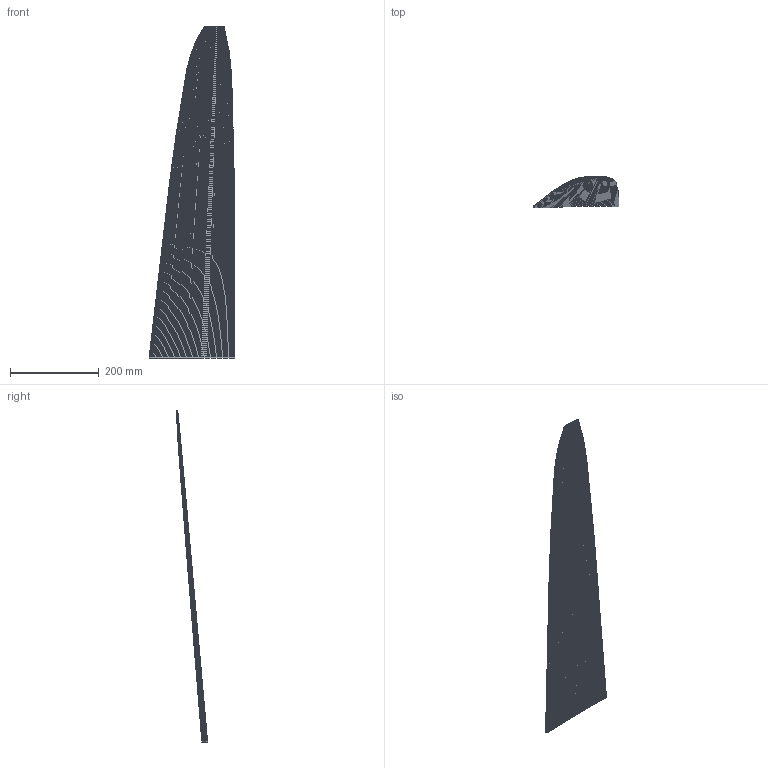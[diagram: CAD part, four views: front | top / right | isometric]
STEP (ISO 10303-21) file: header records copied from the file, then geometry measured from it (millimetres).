
FILE_DESCRIPTION(('FreeCAD Model'),'2;1');
FILE_NAME('Open CASCADE Shape Model','2021-04-11T13:07:26',('Author'),( ''),'Open CASCADE STEP processor 7.5','FreeCAD','Unknown');
FILE_SCHEMA(('AUTOMOTIVE_DESIGN { 1 0 10303 214 1 1 1 1 }'));
Length unit declared in the file: millimetre
Products named in the file (1): Body
Bounding box: 193.83 x 70.52 x 750 mm (x, y, z)
Volume: 614660.3 mm3; surface area: 219030.3 mm2
Topology: 1 solids, 1 shells, 159 faces, 471 edges, 314 vertices
Faces by surface type: bspline 157, plane 2
Entity records: 12606 total; most frequent: CARTESIAN_POINT 5498, ORIENTED_EDGE 942, PCURVE 942, DEFINITIONAL_REPRESENTATION 942, DIRECTION 634, B_SPLINE_CURVE_WITH_KNOTS 628, LINE 628, VECTOR 628
